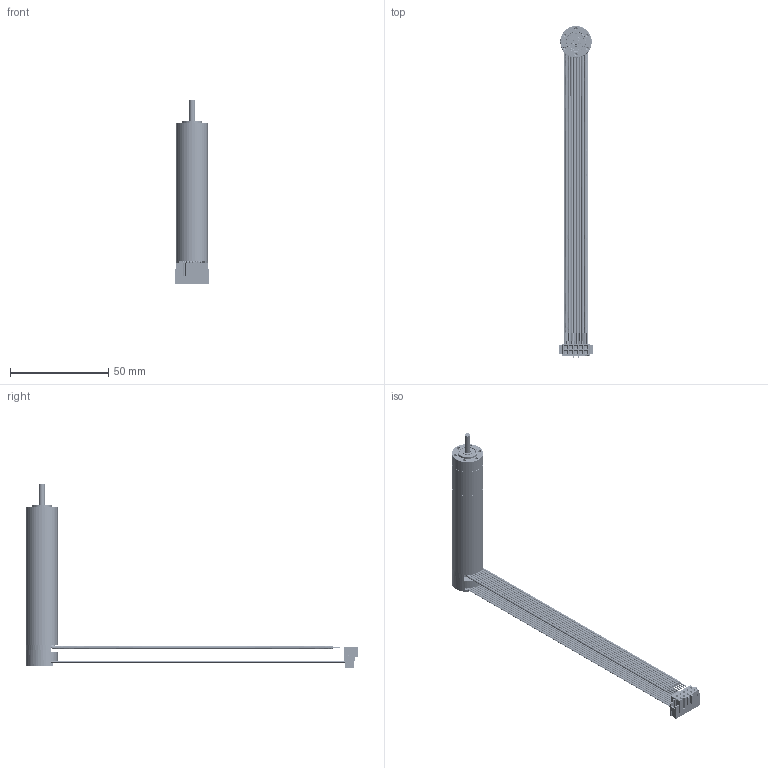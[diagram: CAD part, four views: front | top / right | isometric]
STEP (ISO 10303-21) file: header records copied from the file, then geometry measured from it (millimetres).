
FILE_DESCRIPTION((''),'2;1');
FILE_NAME('4611180000428_ASM','2022-04-29T10:44:44',('MS05792'),(''),'CREO PARAMETRIC BY PTC INC, 2018100','CREO PARAMETRIC BY PTC INC, 2018100','');
FILE_SCHEMA(('CONFIG_CONTROL_DESIGN'));
Length unit declared in the file: millimetre
Products named in the file (60): 4219130000594; 4613101100176; 3698151100213; 4613104500086; 4613102300114_ASM; 4219120100400; 4713101003424; 4715450000171; 4713120012585_ASM; 4634140206717_AF7; 4713120012587_AF4_ASM; 4394000100540; 4219121305809; 4331101000822; 4333201500956; 4332101106038; 4394000100539; 4693220001119; 4613107700125_ASM; 4294501000099; 4219121306144; 4331101000678; 4613152000414_AF0_ASM; 4611180000426_AF0_ASM; 4333201500982; 4693220001156; 4219120100626; 4294404001948; 4713101003104; 4716101001916; 4716101001917; 4716101001933; 4711141001076; 4712101502429; 4711141000876; 4713120011972_ASM; 4634140209186; 4713120012107_ASM; 4394000100435; 4716141000187_ASM ...
Assembly tree (239 placements, depth 7):
  4611180000428_ASM
    4696320000471_ASM
      4611180000426_AF0_ASM
        4613152000414_AF0_ASM
          4613102300114_ASM
            4219130000594
            4613101100176  x166
            3698151100213
            4613104500086
          4713120012587_AF4_ASM
            4219120100400
            4713120012585_ASM
              4713101003424
              4715450000171  x3
            4634140206717_AF7
          4394000100540
          4219121305809
          4331101000822
          4333201500956
          4613107700125_ASM
            4332101106038
            4394000100539  x2
            4693220001119
          4294501000099
          4219121306144
          4331101000678
      4333201500982
      4693220001156
      4716141000187_ASM
        4219120100626
        4294404001948  x2
        4713120012107_ASM
          4713120011972_ASM
            4713101003104
            4716101001916
            4716101001917
            4716101001933
            4711141001076  x2
            4712101502429
            4711141000876
          4634140209186
        4394000100435
      4332401001014_ASM
        4219121304835
        4331101000754  x2
        4333201500829
        4219120100545_ASM
          4219120100544
          4332101104972  x3
          4332301101260  x3
          4219120100542
        4294440100447  x2
        4332301101259
        4219120100555_ASM
          4219120100554
          4332101105015  x3
        4332301101270  x3
        4332301101421
        4332301101269
        4219121304807
Bounding box: 17.3 x 168.88 x 93.48 mm (x, y, z)
Volume: 17165.2 mm3; surface area: 64534.4 mm2
Topology: 231 solids, 245 shells, 9065 faces, 23923 edges, 15451 vertices
Faces by surface type: cylinder 5886, plane 1289, bspline 875, extrusion 506, cone 356, torus 85, sphere 64, revolution 4
Entity records: 155621 total; most frequent: CARTESIAN_POINT 73578, ORIENTED_EDGE 17594, DIRECTION 14897, EDGE_CURVE 8815, AXIS2_PLACEMENT_3D 5466, VERTEX_POINT 5423, VECTOR 3963, EDGE_LOOP 3876
